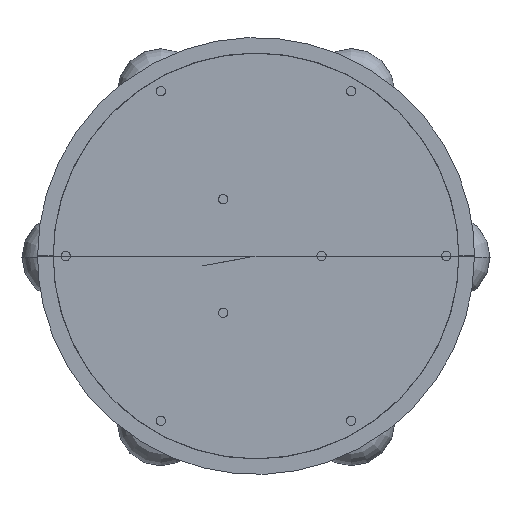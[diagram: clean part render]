
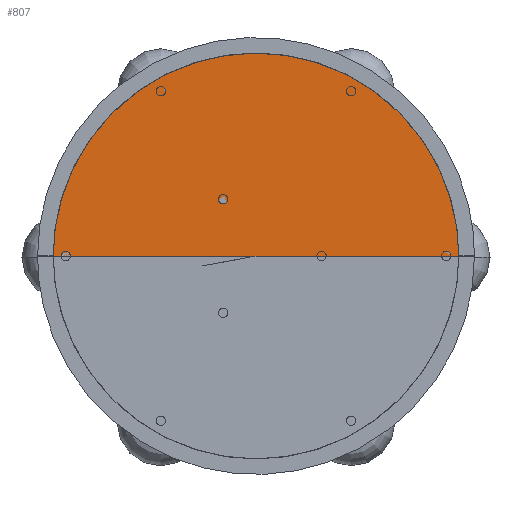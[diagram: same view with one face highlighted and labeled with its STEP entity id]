
A CAD part, top view. The second image highlights one B-rep face of the part: STEP entity #807.
In plain terms, the highlighted free-form (B-spline) face has degree [2, 1] with [5, 2] control points.
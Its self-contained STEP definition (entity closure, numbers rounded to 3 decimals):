
#233=B_SPLINE_CURVE_WITH_KNOTS('',1,(#10182,#10183),.UNSPECIFIED.,.F.,.F.,
(2,2),(0.,1930.024),.UNSPECIFIED.);
#234=B_SPLINE_CURVE_WITH_KNOTS('',1,(#10189,#10190),.UNSPECIFIED.,.F.,.F.,
(2,2),(-1930.024,0.),.UNSPECIFIED.);
#807=ADVANCED_FACE('',(#1094),#3609,.T.);
#1094=FACE_OUTER_BOUND('',#1381,.T.);
#1381=EDGE_LOOP('',(#2285,#2286,#2287));
#2285=ORIENTED_EDGE('',*,*,#2860,.F.);
#2286=ORIENTED_EDGE('',*,*,#2868,.T.);
#2287=ORIENTED_EDGE('',*,*,#2858,.F.);
#2858=EDGE_CURVE('',#3530,#3531,#233,.T.);
#2860=EDGE_CURVE('',#3532,#3530,#234,.T.);
#2868=EDGE_CURVE('',#3532,#3531,#3200,.T.);
#3200=(
BOUNDED_CURVE()
B_SPLINE_CURVE(2,(#10214,#10215,#10216,#10217,#10218),.UNSPECIFIED.,.F.,
 .F.)
B_SPLINE_CURVE_WITH_KNOTS((3,2,3),(-397.,-297.75,-198.5),.UNSPECIFIED.)
CURVE()
GEOMETRIC_REPRESENTATION_ITEM()
RATIONAL_B_SPLINE_CURVE((1.,0.707,1.,0.707,1.))
REPRESENTATION_ITEM('')
);
#3530=VERTEX_POINT('',#10163);
#3531=VERTEX_POINT('',#10164);
#3532=VERTEX_POINT('',#10165);
#3609=(
BOUNDED_SURFACE()
B_SPLINE_SURFACE(2,1,((#10138,#10139),(#10140,#10141),(#10142,#10143),(#10144,
#10145),(#10146,#10147)),.UNSPECIFIED.,.F.,.F.,.F.)
B_SPLINE_SURFACE_WITH_KNOTS((3,2,3),(2,2),(198.5,297.75,397.),(0.,1930.024),
 .UNSPECIFIED.)
GEOMETRIC_REPRESENTATION_ITEM()
RATIONAL_B_SPLINE_SURFACE(((1.,1.),(0.707,0.707),
(1.,1.),(0.707,0.707),(1.,1.)))
REPRESENTATION_ITEM('')
SURFACE()
);
#10138=CARTESIAN_POINT('',(0.,0.,9017.589));
#10139=CARTESIAN_POINT('',(350.,0.,9017.589));
#10140=CARTESIAN_POINT('',(0.,0.,9017.589));
#10141=CARTESIAN_POINT('',(350.,350.,9017.589));
#10142=CARTESIAN_POINT('',(0.,0.,9017.589));
#10143=CARTESIAN_POINT('',(0.,350.,9017.589));
#10144=CARTESIAN_POINT('',(0.,0.,9017.589));
#10145=CARTESIAN_POINT('',(-350.,350.,9017.589));
#10146=CARTESIAN_POINT('',(0.,0.,9017.589));
#10147=CARTESIAN_POINT('',(-350.,0.,9017.589));
#10163=CARTESIAN_POINT('',(0.,0.,9017.589));
#10164=CARTESIAN_POINT('',(350.,0.,9017.589));
#10165=CARTESIAN_POINT('',(-350.,0.,9017.589));
#10182=CARTESIAN_POINT('',(0.,0.,9017.589));
#10183=CARTESIAN_POINT('',(350.,0.,9017.589));
#10189=CARTESIAN_POINT('',(-350.,0.,9017.589));
#10190=CARTESIAN_POINT('',(0.,0.,9017.589));
#10214=CARTESIAN_POINT('',(-350.,0.,9017.589));
#10215=CARTESIAN_POINT('',(-350.,350.,9017.589));
#10216=CARTESIAN_POINT('',(0.,350.,9017.589));
#10217=CARTESIAN_POINT('',(350.,350.,9017.589));
#10218=CARTESIAN_POINT('',(350.,0.,9017.589));
